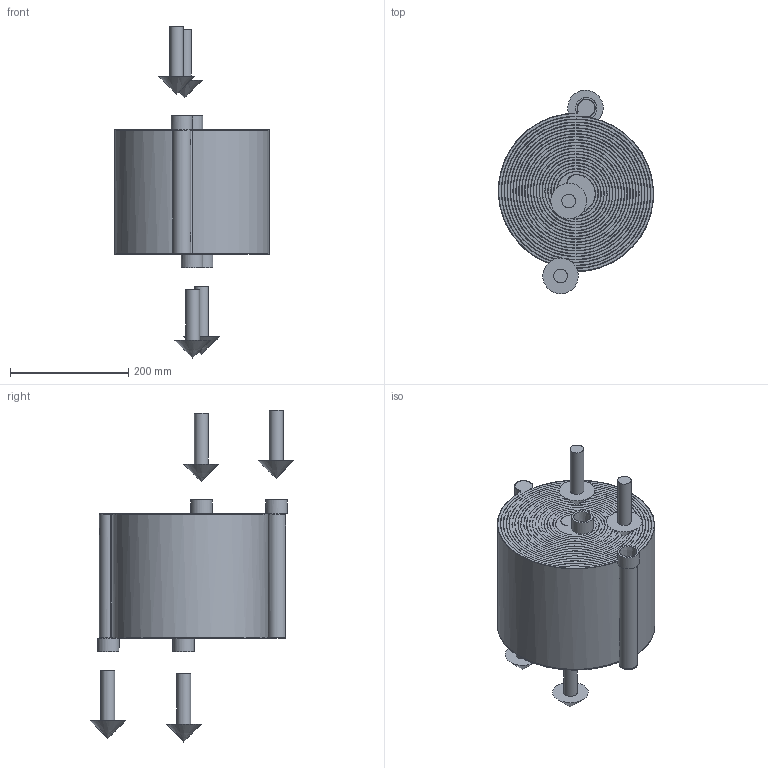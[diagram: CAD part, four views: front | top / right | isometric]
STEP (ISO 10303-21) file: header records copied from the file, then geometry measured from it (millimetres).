
FILE_DESCRIPTION(('FreeCAD Model'),'2;1');
FILE_NAME('Open CASCADE Shape Model','2025-04-25T15:22:42',('FreeCAD'),( 'FreeCAD'),'Open CASCADE STEP processor 7.6','FreeCAD','Unknown');
FILE_SCHEMA(('AUTOMOTIVE_DESIGN { 1 0 10303 214 1 1 1 1 }'));
Length unit declared in the file: millimetre
Products named in the file (1): Open CASCADE STEP translator 7.6 1
Bounding box: 262.54 x 345.23 x 562.28 mm (x, y, z)
Volume: 12119589.3 mm3; surface area: 9426680.7 mm2
Topology: 7 solids, 7 shells, 226 faces, 624 edges, 414 vertices
Faces by surface type: bspline 226
Entity records: 8312 total; most frequent: CARTESIAN_POINT 5081, ORIENTED_EDGE 1240, EDGE_CURVE 620, VERTEX_POINT 414, FACE_BOUND 236, EDGE_LOOP 236, ADVANCED_FACE 226, B_SPLINE_CURVE_WITH_KNOTS 206
